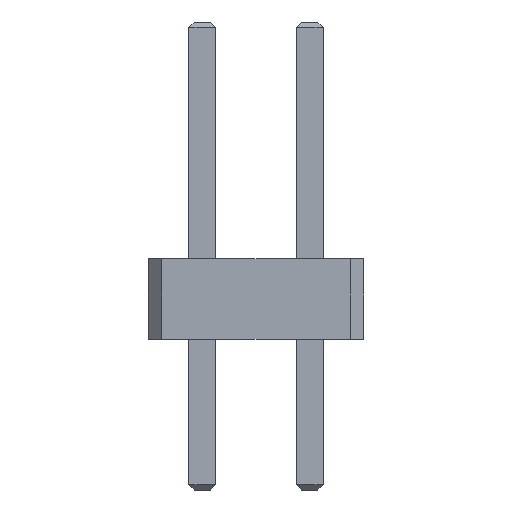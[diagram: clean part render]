
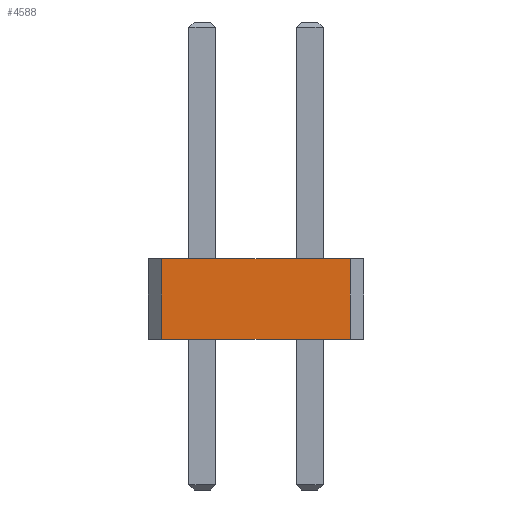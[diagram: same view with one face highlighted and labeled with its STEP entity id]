
A CAD part, front view. The second image highlights one B-rep face of the part: STEP entity #4588.
In plain terms, the highlighted planar face has unit normal (0, -1, 0).
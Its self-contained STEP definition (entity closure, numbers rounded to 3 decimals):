
#44 = PLANE('',#45);
#45 = AXIS2_PLACEMENT_3D('',#46,#47,#48);
#46 = CARTESIAN_POINT('',(-1.,0.75,0.));
#47 = DIRECTION('',(0.,0.,-1.));
#48 = DIRECTION('',(0.,1.,0.));
#100 = PLANE('',#101);
#101 = AXIS2_PLACEMENT_3D('',#102,#103,#104);
#102 = CARTESIAN_POINT('',(-1.,0.75,1.5));
#103 = DIRECTION('',(0.,0.,-1.));
#104 = DIRECTION('',(-1.,0.,0.));
#581 = VERTEX_POINT('',#582);
#582 = CARTESIAN_POINT('',(2.75,-9.,0.));
#596 = PLANE('',#597);
#597 = AXIS2_PLACEMENT_3D('',#598,#599,#600);
#598 = CARTESIAN_POINT('',(2.875,-8.875,0.));
#599 = DIRECTION('',(0.707,-0.707,0.));
#600 = DIRECTION('',(0.,0.,-1.));
#608 = EDGE_CURVE('',#609,#581,#611,.T.);
#609 = VERTEX_POINT('',#610);
#610 = CARTESIAN_POINT('',(-0.75,-9.,0.));
#611 = SURFACE_CURVE('',#612,(#616,#623),.PCURVE_S1.);
#612 = LINE('',#613,#614);
#613 = CARTESIAN_POINT('',(-1.,-9.,0.));
#614 = VECTOR('',#615,1.);
#615 = DIRECTION('',(1.,0.,0.));
#616 = PCURVE('',#44,#617);
#617 = DEFINITIONAL_REPRESENTATION('',(#618),#622);
#618 = LINE('',#619,#620);
#619 = CARTESIAN_POINT('',(-9.75,0.));
#620 = VECTOR('',#621,1.);
#621 = DIRECTION('',(0.,1.));
#622 = ( GEOMETRIC_REPRESENTATION_CONTEXT(2) 
PARAMETRIC_REPRESENTATION_CONTEXT() REPRESENTATION_CONTEXT('2D SPACE',''
  ) );
#623 = PCURVE('',#624,#629);
#624 = PLANE('',#625);
#625 = AXIS2_PLACEMENT_3D('',#626,#627,#628);
#626 = CARTESIAN_POINT('',(-1.,-9.,0.));
#627 = DIRECTION('',(0.,1.,0.));
#628 = DIRECTION('',(1.,0.,0.));
#629 = DEFINITIONAL_REPRESENTATION('',(#630),#634);
#630 = LINE('',#631,#632);
#631 = CARTESIAN_POINT('',(0.,0.));
#632 = VECTOR('',#633,1.);
#633 = DIRECTION('',(1.,0.));
#634 = ( GEOMETRIC_REPRESENTATION_CONTEXT(2) 
PARAMETRIC_REPRESENTATION_CONTEXT() REPRESENTATION_CONTEXT('2D SPACE',''
  ) );
#652 = PLANE('',#653);
#653 = AXIS2_PLACEMENT_3D('',#654,#655,#656);
#654 = CARTESIAN_POINT('',(-0.875,-8.875,0.));
#655 = DIRECTION('',(-0.707,-0.707,0.));
#656 = DIRECTION('',(0.,0.,-1.));
#2485 = VERTEX_POINT('',#2486);
#2486 = CARTESIAN_POINT('',(2.75,-9.,1.5));
#2507 = EDGE_CURVE('',#2508,#2485,#2510,.T.);
#2508 = VERTEX_POINT('',#2509);
#2509 = CARTESIAN_POINT('',(-0.75,-9.,1.5));
#2510 = SURFACE_CURVE('',#2511,(#2515,#2522),.PCURVE_S1.);
#2511 = LINE('',#2512,#2513);
#2512 = CARTESIAN_POINT('',(-1.,-9.,1.5));
#2513 = VECTOR('',#2514,1.);
#2514 = DIRECTION('',(1.,0.,0.));
#2515 = PCURVE('',#100,#2516);
#2516 = DEFINITIONAL_REPRESENTATION('',(#2517),#2521);
#2517 = LINE('',#2518,#2519);
#2518 = CARTESIAN_POINT('',(0.,-9.75));
#2519 = VECTOR('',#2520,1.);
#2520 = DIRECTION('',(-1.,0.));
#2521 = ( GEOMETRIC_REPRESENTATION_CONTEXT(2) 
PARAMETRIC_REPRESENTATION_CONTEXT() REPRESENTATION_CONTEXT('2D SPACE',''
  ) );
#2522 = PCURVE('',#624,#2523);
#2523 = DEFINITIONAL_REPRESENTATION('',(#2524),#2528);
#2524 = LINE('',#2525,#2526);
#2525 = CARTESIAN_POINT('',(0.,-1.5));
#2526 = VECTOR('',#2527,1.);
#2527 = DIRECTION('',(1.,0.));
#2528 = ( GEOMETRIC_REPRESENTATION_CONTEXT(2) 
PARAMETRIC_REPRESENTATION_CONTEXT() REPRESENTATION_CONTEXT('2D SPACE',''
  ) );
#4568 = EDGE_CURVE('',#609,#2508,#4569,.T.);
#4569 = SURFACE_CURVE('',#4570,(#4574,#4581),.PCURVE_S1.);
#4570 = LINE('',#4571,#4572);
#4571 = CARTESIAN_POINT('',(-0.75,-9.,0.));
#4572 = VECTOR('',#4573,1.);
#4573 = DIRECTION('',(0.,0.,1.));
#4574 = PCURVE('',#652,#4575);
#4575 = DEFINITIONAL_REPRESENTATION('',(#4576),#4580);
#4576 = LINE('',#4577,#4578);
#4577 = CARTESIAN_POINT('',(0.,0.177));
#4578 = VECTOR('',#4579,1.);
#4579 = DIRECTION('',(-1.,0.));
#4580 = ( GEOMETRIC_REPRESENTATION_CONTEXT(2) 
PARAMETRIC_REPRESENTATION_CONTEXT() REPRESENTATION_CONTEXT('2D SPACE',''
  ) );
#4581 = PCURVE('',#624,#4582);
#4582 = DEFINITIONAL_REPRESENTATION('',(#4583),#4587);
#4583 = LINE('',#4584,#4585);
#4584 = CARTESIAN_POINT('',(0.25,0.));
#4585 = VECTOR('',#4586,1.);
#4586 = DIRECTION('',(0.,-1.));
#4587 = ( GEOMETRIC_REPRESENTATION_CONTEXT(2) 
PARAMETRIC_REPRESENTATION_CONTEXT() REPRESENTATION_CONTEXT('2D SPACE',''
  ) );
#4588 = ADVANCED_FACE('',(#4589),#624,.F.);
#4589 = FACE_BOUND('',#4590,.F.);
#4590 = EDGE_LOOP('',(#4591,#4592,#4593,#4594));
#4591 = ORIENTED_EDGE('',*,*,#608,.F.);
#4592 = ORIENTED_EDGE('',*,*,#4568,.T.);
#4593 = ORIENTED_EDGE('',*,*,#2507,.T.);
#4594 = ORIENTED_EDGE('',*,*,#4595,.F.);
#4595 = EDGE_CURVE('',#581,#2485,#4596,.T.);
#4596 = SURFACE_CURVE('',#4597,(#4601,#4608),.PCURVE_S1.);
#4597 = LINE('',#4598,#4599);
#4598 = CARTESIAN_POINT('',(2.75,-9.,0.));
#4599 = VECTOR('',#4600,1.);
#4600 = DIRECTION('',(0.,0.,1.));
#4601 = PCURVE('',#624,#4602);
#4602 = DEFINITIONAL_REPRESENTATION('',(#4603),#4607);
#4603 = LINE('',#4604,#4605);
#4604 = CARTESIAN_POINT('',(3.75,0.));
#4605 = VECTOR('',#4606,1.);
#4606 = DIRECTION('',(0.,-1.));
#4607 = ( GEOMETRIC_REPRESENTATION_CONTEXT(2) 
PARAMETRIC_REPRESENTATION_CONTEXT() REPRESENTATION_CONTEXT('2D SPACE',''
  ) );
#4608 = PCURVE('',#596,#4609);
#4609 = DEFINITIONAL_REPRESENTATION('',(#4610),#4614);
#4610 = LINE('',#4611,#4612);
#4611 = CARTESIAN_POINT('',(0.,-0.177));
#4612 = VECTOR('',#4613,1.);
#4613 = DIRECTION('',(-1.,0.));
#4614 = ( GEOMETRIC_REPRESENTATION_CONTEXT(2) 
PARAMETRIC_REPRESENTATION_CONTEXT() REPRESENTATION_CONTEXT('2D SPACE',''
  ) );
